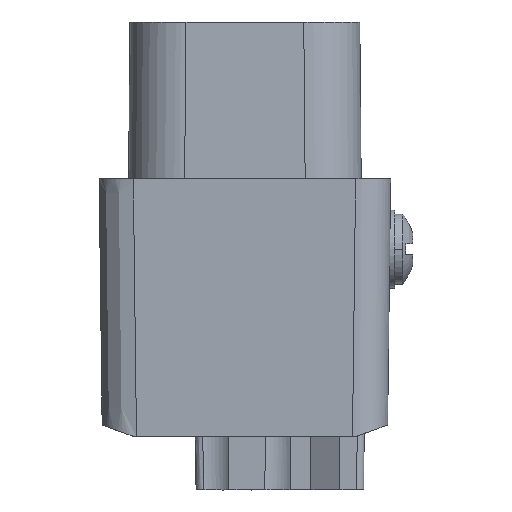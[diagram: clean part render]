
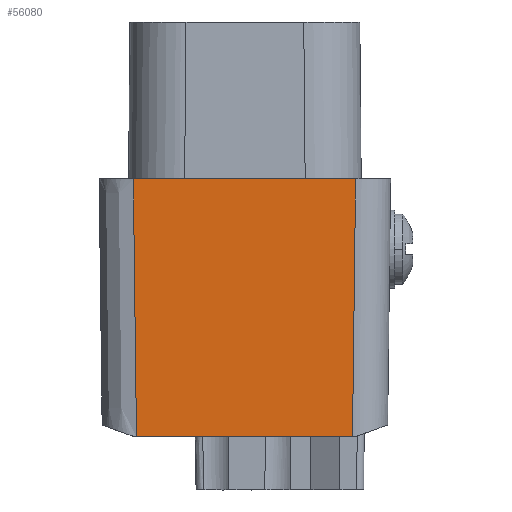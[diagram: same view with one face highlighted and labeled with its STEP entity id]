
A CAD part, left-side view. The second image highlights one B-rep face of the part: STEP entity #56080.
In plain terms, the highlighted face is planar.
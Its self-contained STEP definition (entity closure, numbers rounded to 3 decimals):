
#2120=CARTESIAN_POINT('',(41.359,-6.375,
-7.964));
#2130=VERTEX_POINT('',#2120);
#2180=CARTESIAN_POINT('',(41.359,-6.375,
-2.181));
#2190=DIRECTION('',(0.,0.,-1.));
#2200=VECTOR('',#2190,1.);
#2210=LINE('',#2180,#2200);
#2220=CARTESIAN_POINT('',(41.359,-6.375,
7.899));
#2230=VERTEX_POINT('',#2220);
#2240=EDGE_CURVE('',#2230,#2130,#2210,.T.);
#38080=CARTESIAN_POINT('',(41.585,12.025,
7.674));
#38090=VERTEX_POINT('',#38080);
#39490=CARTESIAN_POINT('',(41.611,14.182,
7.647));
#39500=CARTESIAN_POINT('',(41.594,12.771,
7.665));
#39510=CARTESIAN_POINT('',(41.577,11.36,
7.682));
#39520=CARTESIAN_POINT('',(41.558,9.824,
7.701));
#39530=CARTESIAN_POINT('',(41.556,9.693,
7.702));
#39540=CARTESIAN_POINT('',(41.552,9.358,
7.706));
#39550=CARTESIAN_POINT('',(41.549,9.145,
7.709));
#39560=CARTESIAN_POINT('',(41.546,8.865,
7.712));
#39570=CARTESIAN_POINT('',(41.545,8.798,
7.713));
#39580=CARTESIAN_POINT('',(41.543,8.664,
7.715));
#39590=CARTESIAN_POINT('',(41.543,8.597,
7.716));
#39600=CARTESIAN_POINT('',(41.541,8.463,
7.717));
#39610=CARTESIAN_POINT('',(41.54,8.396,
7.718));
#39620=CARTESIAN_POINT('',(41.537,8.126,
7.721));
#39630=CARTESIAN_POINT('',(41.532,7.721,
7.726));
#39640=CARTESIAN_POINT('',(41.527,7.316,
7.731));
#39650=CARTESIAN_POINT('',(41.519,6.708,
7.739));
#39660=CARTESIAN_POINT('',(41.514,6.302,
7.744));
#39670=CARTESIAN_POINT('',(41.502,5.281,
7.756));
#39680=CARTESIAN_POINT('',(41.494,4.665,
7.764));
#39690=CARTESIAN_POINT('',(41.479,3.433,
7.779));
#39700=CARTESIAN_POINT('',(41.472,2.817,
7.787));
#39710=CARTESIAN_POINT('',(41.463,2.103,
7.795));
#39720=CARTESIAN_POINT('',(41.462,2.003,
7.797));
#39730=CARTESIAN_POINT('',(41.46,1.902,
7.798));
#39740=CARTESIAN_POINT('',(41.46,1.897,
7.798));
#39750=CARTESIAN_POINT('',(41.459,1.781,
7.799));
#39760=CARTESIAN_POINT('',(41.458,1.664,
7.801));
#39770=CARTESIAN_POINT('',(41.455,1.483,
7.803));
#39780=CARTESIAN_POINT('',(41.455,1.416,
7.804));
#39790=CARTESIAN_POINT('',(41.446,0.73,
7.812));
#39800=CARTESIAN_POINT('',(41.439,0.112,
7.82));
#39810=CARTESIAN_POINT('',(41.423,-1.125,
7.835));
#39820=CARTESIAN_POINT('',(41.416,-1.744,
7.843));
#39830=CARTESIAN_POINT('',(41.403,-2.764,
7.855));
#39840=CARTESIAN_POINT('',(41.398,-3.165,
7.86));
#39850=CARTESIAN_POINT('',(41.391,-3.767,
7.867));
#39860=CARTESIAN_POINT('',(41.388,-3.968,
7.87));
#39870=CARTESIAN_POINT('',(41.385,-4.269,
7.873));
#39880=CARTESIAN_POINT('',(41.382,-4.469,
7.876));
#39890=CARTESIAN_POINT('',(41.38,-4.67,
7.878));
#39900=CARTESIAN_POINT('',(41.378,-4.837,
7.88));
#39910=CARTESIAN_POINT('',(41.377,-4.904,
7.881));
#39920=CARTESIAN_POINT('',(41.375,-5.038,
7.883));
#39930=CARTESIAN_POINT('',(41.375,-5.104,
7.884));
#39940=CARTESIAN_POINT('',(41.373,-5.238,
7.885));
#39950=CARTESIAN_POINT('',(41.372,-5.305,
7.886));
#39960=CARTESIAN_POINT('',(41.333,-8.473,
7.925));
#39970=CARTESIAN_POINT('',(41.295,-11.574,
7.963));
#39980=CARTESIAN_POINT('',(41.257,-14.675,
8.001));
#39990=(BOUNDED_CURVE() B_SPLINE_CURVE(3,(#39490,#39500,#39510,#39520,
#39530,#39540,#39550,#39560,#39570,#39580,#39590,#39600,#39610,#39620,
#39630,#39640,#39650,#39660,#39670,#39680,#39690,#39700,#39710,#39720,
#39730,#39740,#39750,#39760,#39770,#39780,#39790,#39800,#39810,#39820,
#39830,#39840,#39850,#39860,#39870,#39880,#39890,#39900,#39910,#39920,
#39930,#39940,#39950,#39960,#39970,#39980),.UNSPECIFIED.,.F.,.F.) 
B_SPLINE_CURVE_WITH_KNOTS((4,2,2,2,2,2,2,1,2,2,2,2,1,2,1,2,2,2,2,2,2,1,2
,2,2,2,4),(-4.089,0.,0.365,1.006,
1.207,1.408,1.609,2.218,
2.826,4.043,5.893,7.743,
8.038,8.045,8.052,8.395,
8.596,10.452,12.308,13.512,
14.114,14.415,14.716,14.916,
15.117,15.317,24.622),.UNSPECIFIED.) CURVE
() GEOMETRIC_REPRESENTATION_ITEM() RATIONAL_B_SPLINE_CURVE((
1.,1.,1.,1.,
1.,1.,1.,1.,
1.,1.,1.,1.,
1.,1.,1.,1.,
1.,1.,1.,1.,
1.,1.,1.,1.,
1.,1.,1.,1.,
1.,1.,1.,1.,
1.,1.,1.,1.,
1.,1.,1.,1.,
1.,1.,1.,1.,
1.,1.,1.,1.,
1.,1.)) REPRESENTATION_ITEM(''));
#40000=EDGE_CURVE('',#38090,#2230,#39990,.T.);
#55850=CARTESIAN_POINT('',(41.359,-6.375,
-2.181));
#55860=DIRECTION('',(-1.,0.012,
0.));
#55870=DIRECTION('',(0.,0.,-1.));
#55880=AXIS2_PLACEMENT_3D('',#55850,#55860,#55870);
#55890=PLANE('',#55880);
#55900=ORIENTED_EDGE('',*,*,#40000,.F.);
#55910=ORIENTED_EDGE('',*,*,#2240,.F.);
#55920=CARTESIAN_POINT('',(41.577,11.426,
-7.749));
#55930=DIRECTION('',(0.012,1.,
0.012));
#55940=VECTOR('',#55930,1.);
#55950=LINE('',#55920,#55940);
#55960=CARTESIAN_POINT('',(41.585,12.025,
-7.742));
#55970=VERTEX_POINT('',#55960);
#55980=EDGE_CURVE('',#2130,#55970,#55950,.T.);
#55990=ORIENTED_EDGE('',*,*,#55980,.F.);
#56000=CARTESIAN_POINT('',(41.585,12.025,
-2.181));
#56010=DIRECTION('',(0.,0.,-1.));
#56020=VECTOR('',#56010,1.);
#56030=LINE('',#56000,#56020);
#56040=EDGE_CURVE('',#38090,#55970,#56030,.T.);
#56050=ORIENTED_EDGE('',*,*,#56040,.T.);
#56060=EDGE_LOOP('',(#56050,#55990,#55910,#55900));
#56070=FACE_OUTER_BOUND('',#56060,.T.);
#56080=ADVANCED_FACE('',(#56070),#55890,.T.);
